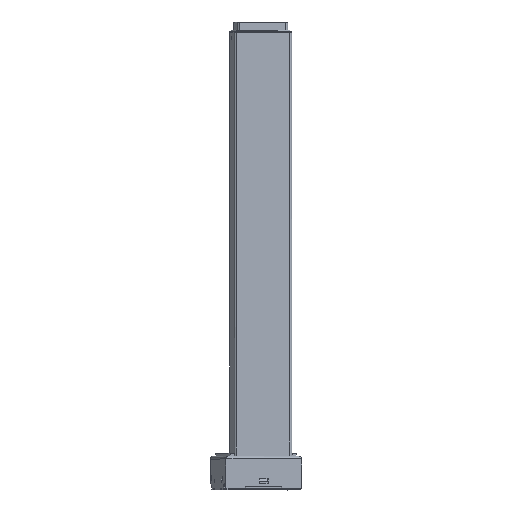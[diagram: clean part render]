
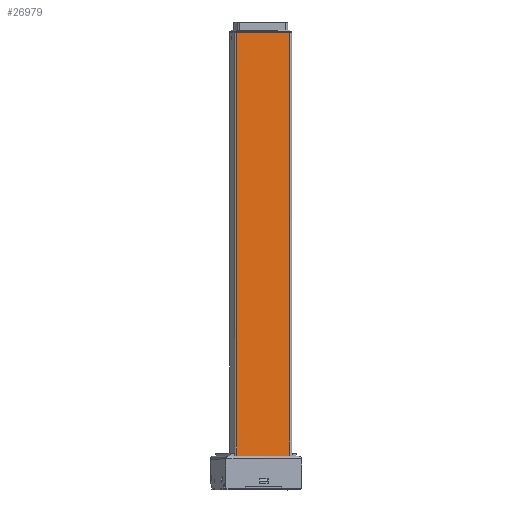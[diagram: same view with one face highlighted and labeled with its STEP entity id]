
A CAD part, top view. The second image highlights one B-rep face of the part: STEP entity #26979.
In plain terms, the highlighted planar face has unit normal (0.117, 0, 0.993).
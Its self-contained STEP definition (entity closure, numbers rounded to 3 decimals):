
#379 = EDGE_CURVE ( 'NONE', #5087, #52679, #78358, .T. ) ;
#2391 = CARTESIAN_POINT ( 'NONE',  ( -10.513, 284.891, 624.333 ) ) ;
#5087 = VERTEX_POINT ( 'NONE', #32301 ) ;
#5506 = PLANE ( 'NONE',  #5805 ) ;
#5783 = CARTESIAN_POINT ( 'NONE',  ( -10.513, 284.891, 624.333 ) ) ;
#5805 = AXIS2_PLACEMENT_3D ( 'NONE', #5783, #18568, #63196 ) ;
#8353 = ORIENTED_EDGE ( 'NONE', *, *, #379, .F. ) ;
#9704 = VECTOR ( 'NONE', #77129, 1000. ) ;
#17253 = DIRECTION ( 'NONE',  ( 0., -1., 0. ) ) ;
#18568 = DIRECTION ( 'NONE',  ( -0.117, 0., -0.993 ) ) ;
#19927 = CARTESIAN_POINT ( 'NONE',  ( -13.492, -298.609, 624.683 ) ) ;
#21604 = DIRECTION ( 'NONE',  ( 0.993, 0., -0.117 ) ) ;
#26102 = ORIENTED_EDGE ( 'NONE', *, *, #50944, .F. ) ;
#26168 = VECTOR ( 'NONE', #65128, 1000. ) ;
#26588 = LINE ( 'NONE', #70410, #9704 ) ;
#26979 = ADVANCED_FACE ( 'NONE', ( #63958 ), #5506, .F. ) ;
#29540 = LINE ( 'NONE', #2391, #78586 ) ;
#32139 = ORIENTED_EDGE ( 'NONE', *, *, #38526, .F. ) ;
#32301 = CARTESIAN_POINT ( 'NONE',  ( -13.492, 284.891, 624.683 ) ) ;
#32597 = VERTEX_POINT ( 'NONE', #51378 ) ;
#34041 = CARTESIAN_POINT ( 'NONE',  ( -86.988, 284.891, 633.308 ) ) ;
#38526 = EDGE_CURVE ( 'NONE', #40392, #5087, #29540, .T. ) ;
#40392 = VERTEX_POINT ( 'NONE', #34041 ) ;
#50944 = EDGE_CURVE ( 'NONE', #32597, #40392, #26588, .T. ) ;
#51378 = CARTESIAN_POINT ( 'NONE',  ( -86.988, -298.609, 633.308 ) ) ;
#52679 = VERTEX_POINT ( 'NONE', #19927 ) ;
#55428 = CARTESIAN_POINT ( 'NONE',  ( -13.492, 284.891, 624.683 ) ) ;
#58666 = CARTESIAN_POINT ( 'NONE',  ( -10.513, -298.609, 624.333 ) ) ;
#59282 = VECTOR ( 'NONE', #17253, 1000. ) ;
#60132 = LINE ( 'NONE', #58666, #26168 ) ;
#60856 = ORIENTED_EDGE ( 'NONE', *, *, #78388, .F. ) ;
#63196 = DIRECTION ( 'NONE',  ( -0.993, 0., 0.117 ) ) ;
#63958 = FACE_OUTER_BOUND ( 'NONE', #82733, .T. ) ;
#65128 = DIRECTION ( 'NONE',  ( -0.993, 0., 0.117 ) ) ;
#70410 = CARTESIAN_POINT ( 'NONE',  ( -86.988, 284.891, 633.308 ) ) ;
#77129 = DIRECTION ( 'NONE',  ( 0., 1., 0. ) ) ;
#78358 = LINE ( 'NONE', #55428, #59282 ) ;
#78388 = EDGE_CURVE ( 'NONE', #52679, #32597, #60132, .T. ) ;
#78586 = VECTOR ( 'NONE', #21604, 1000. ) ;
#82733 = EDGE_LOOP ( 'NONE', ( #60856, #8353, #32139, #26102 ) ) ;
